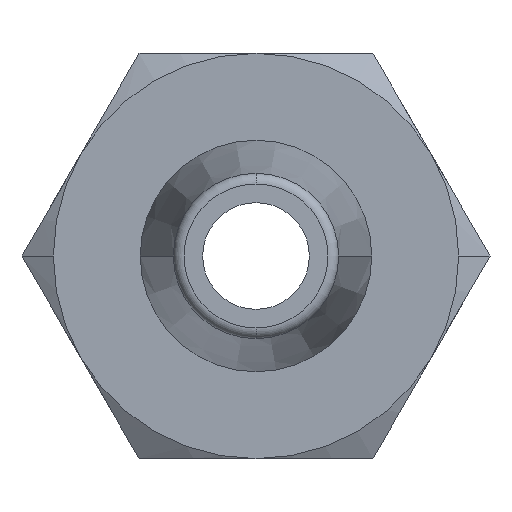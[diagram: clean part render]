
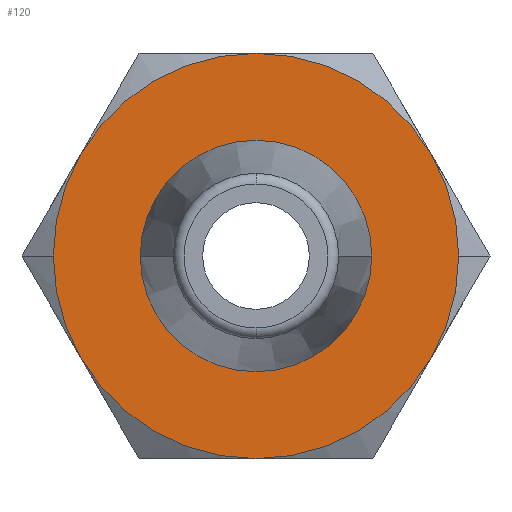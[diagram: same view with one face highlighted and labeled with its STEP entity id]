
A CAD part, front view. The second image highlights one B-rep face of the part: STEP entity #120.
In plain terms, the highlighted planar face has unit normal (0, -1, 0).
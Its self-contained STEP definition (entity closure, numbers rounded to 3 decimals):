
#120=ADVANCED_FACE('',(#255,#256),#257,.T.);
#255=FACE_OUTER_BOUND('',#406,.T.);
#256=FACE_BOUND('',#407,.T.);
#257=PLANE('',#408);
#406=EDGE_LOOP('',(#680,#681,#682,#683,#684,#685,#686,#687));
#407=EDGE_LOOP('',(#688,#689));
#408=AXIS2_PLACEMENT_3D('',#690,#691,#692);
#680=ORIENTED_EDGE('',*,*,#956,.F.);
#681=ORIENTED_EDGE('',*,*,#957,.F.);
#682=ORIENTED_EDGE('',*,*,#919,.F.);
#683=ORIENTED_EDGE('',*,*,#958,.F.);
#684=ORIENTED_EDGE('',*,*,#959,.F.);
#685=ORIENTED_EDGE('',*,*,#863,.F.);
#686=ORIENTED_EDGE('',*,*,#960,.F.);
#687=ORIENTED_EDGE('',*,*,#903,.F.);
#688=ORIENTED_EDGE('',*,*,#941,.F.);
#689=ORIENTED_EDGE('',*,*,#953,.F.);
#690=CARTESIAN_POINT('',(4.75,24.5,0.0));
#691=DIRECTION('',(-0.0,-1.0,-0.0));
#692=DIRECTION('',(-1.0,0.0,0.0));
#863=EDGE_CURVE('',#1012,#1009,#1014,.T.);
#903=EDGE_CURVE('',#1075,#1078,#1079,.T.);
#919=EDGE_CURVE('',#1099,#1101,#1102,.T.);
#941=EDGE_CURVE('',#1133,#1129,#1135,.T.);
#953=EDGE_CURVE('',#1129,#1133,#1148,.T.);
#956=EDGE_CURVE('',#1151,#1075,#1152,.T.);
#957=EDGE_CURVE('',#1101,#1151,#1153,.T.);
#958=EDGE_CURVE('',#1154,#1099,#1155,.T.);
#959=EDGE_CURVE('',#1009,#1154,#1156,.T.);
#960=EDGE_CURVE('',#1078,#1012,#1157,.T.);
#1009=VERTEX_POINT('',#1235);
#1012=VERTEX_POINT('',#1249);
#1014=CIRCLE('',#1262,9.5);
#1075=VERTEX_POINT('',#1345);
#1078=VERTEX_POINT('',#1349);
#1079=CIRCLE('',#1350,9.5);
#1099=VERTEX_POINT('',#1416);
#1101=VERTEX_POINT('',#1429);
#1102=CIRCLE('',#1430,9.5);
#1129=VERTEX_POINT('',#1538);
#1133=VERTEX_POINT('',#1543);
#1135=CIRCLE('',#1546,5.425);
#1148=CIRCLE('',#1583,5.425);
#1151=VERTEX_POINT('',#1586);
#1152=CIRCLE('',#1587,9.5);
#1153=CIRCLE('',#1588,9.5);
#1154=VERTEX_POINT('',#1589);
#1155=CIRCLE('',#1590,9.5);
#1156=CIRCLE('',#1591,9.5);
#1157=CIRCLE('',#1592,9.5);
#1235=CARTESIAN_POINT('',(-8.227,24.5,-4.75));
#1249=CARTESIAN_POINT('',(0.0,24.5,-9.5));
#1262=AXIS2_PLACEMENT_3D('',#1702,#1703,#1704);
#1345=CARTESIAN_POINT('',(9.5,24.5,0.));
#1349=CARTESIAN_POINT('',(8.227,24.5,-4.75));
#1350=AXIS2_PLACEMENT_3D('',#1768,#1769,#1770);
#1416=CARTESIAN_POINT('',(-8.227,24.5,4.75));
#1429=CARTESIAN_POINT('',(0.,24.5,9.5));
#1430=AXIS2_PLACEMENT_3D('',#1785,#1786,#1787);
#1538=CARTESIAN_POINT('',(5.425,24.5,0.));
#1543=CARTESIAN_POINT('',(-5.425,24.5,0.));
#1546=AXIS2_PLACEMENT_3D('',#1803,#1804,#1805);
#1583=AXIS2_PLACEMENT_3D('',#1814,#1815,#1816);
#1586=CARTESIAN_POINT('',(8.227,24.5,4.75));
#1587=AXIS2_PLACEMENT_3D('',#1820,#1821,#1822);
#1588=AXIS2_PLACEMENT_3D('',#1823,#1824,#1825);
#1589=CARTESIAN_POINT('',(-9.5,24.5,0.));
#1590=AXIS2_PLACEMENT_3D('',#1826,#1827,#1828);
#1591=AXIS2_PLACEMENT_3D('',#1829,#1830,#1831);
#1592=AXIS2_PLACEMENT_3D('',#1832,#1833,#1834);
#1702=CARTESIAN_POINT('',(0.0,24.5,0.0));
#1703=DIRECTION('',(-0.0,1.0,0.0));
#1704=DIRECTION('',(1.0,0.0,0.0));
#1768=CARTESIAN_POINT('',(0.0,24.5,0.0));
#1769=DIRECTION('',(-0.0,1.0,0.0));
#1770=DIRECTION('',(1.0,0.0,0.0));
#1785=CARTESIAN_POINT('',(0.0,24.5,0.0));
#1786=DIRECTION('',(-0.0,1.0,0.0));
#1787=DIRECTION('',(1.0,0.0,0.0));
#1803=CARTESIAN_POINT('',(0.0,24.5,0.0));
#1804=DIRECTION('',(0.0,-1.0,0.0));
#1805=DIRECTION('',(1.0,0.0,0.0));
#1814=CARTESIAN_POINT('',(0.0,24.5,0.0));
#1815=DIRECTION('',(0.0,-1.0,0.0));
#1816=DIRECTION('',(1.0,0.0,0.0));
#1820=CARTESIAN_POINT('',(0.0,24.5,0.0));
#1821=DIRECTION('',(-0.0,1.0,0.0));
#1822=DIRECTION('',(1.0,0.0,0.0));
#1823=CARTESIAN_POINT('',(0.0,24.5,0.0));
#1824=DIRECTION('',(-0.0,1.0,0.0));
#1825=DIRECTION('',(1.0,0.0,0.0));
#1826=CARTESIAN_POINT('',(0.0,24.5,0.0));
#1827=DIRECTION('',(-0.0,1.0,0.0));
#1828=DIRECTION('',(1.0,0.0,0.0));
#1829=CARTESIAN_POINT('',(0.0,24.5,0.0));
#1830=DIRECTION('',(-0.0,1.0,0.0));
#1831=DIRECTION('',(1.0,0.0,0.0));
#1832=CARTESIAN_POINT('',(0.0,24.5,0.0));
#1833=DIRECTION('',(-0.0,1.0,0.0));
#1834=DIRECTION('',(1.0,0.0,0.0));
